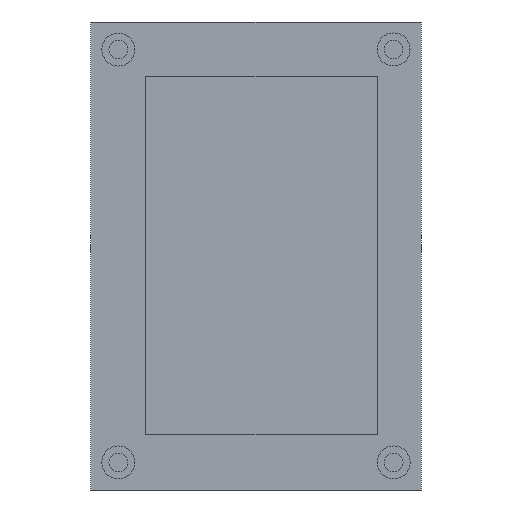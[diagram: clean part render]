
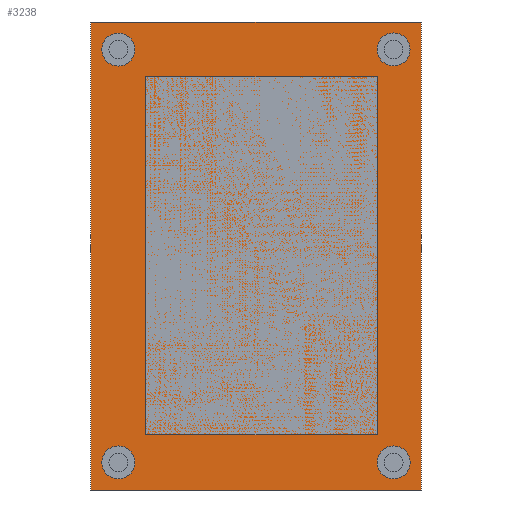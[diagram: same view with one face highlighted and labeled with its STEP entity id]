
A CAD part, front view. The second image highlights one B-rep face of the part: STEP entity #3238.
In plain terms, the highlighted planar face has unit normal (0, -1, 0).
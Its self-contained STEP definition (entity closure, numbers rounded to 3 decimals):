
#37=FACE_BOUND('',#1225,.T.);
#38=FACE_BOUND('',#1226,.T.);
#39=FACE_BOUND('',#1227,.T.);
#40=FACE_BOUND('',#1228,.T.);
#585=LINE('',#6455,#837);
#595=LINE('',#6492,#847);
#597=LINE('',#6496,#849);
#599=LINE('',#6499,#851);
#837=VECTOR('',#3727,10.);
#847=VECTOR('',#3773,10.);
#849=VECTOR('',#3777,10.);
#851=VECTOR('',#3781,10.);
#1031=FACE_OUTER_BOUND('',#1224,.T.);
#1224=EDGE_LOOP('',(#2969,#2970,#2971,#2972));
#1225=EDGE_LOOP('',(#2973));
#1226=EDGE_LOOP('',(#2974));
#1227=EDGE_LOOP('',(#2975));
#1228=EDGE_LOOP('',(#2976));
#1249=CIRCLE('',#3337,3.);
#1251=CIRCLE('',#3340,3.);
#1253=CIRCLE('',#3343,3.);
#1255=CIRCLE('',#3346,3.);
#1565=VERTEX_POINT('',#6452);
#1566=VERTEX_POINT('',#6454);
#1567=VERTEX_POINT('',#6464);
#1569=VERTEX_POINT('',#6470);
#1571=VERTEX_POINT('',#6476);
#1573=VERTEX_POINT('',#6482);
#1575=VERTEX_POINT('',#6491);
#1576=VERTEX_POINT('',#6495);
#2026=EDGE_CURVE('',#1566,#1565,#585,.T.);
#2031=EDGE_CURVE('',#1567,#1567,#1249,.T.);
#2034=EDGE_CURVE('',#1569,#1569,#1251,.T.);
#2037=EDGE_CURVE('',#1571,#1571,#1253,.T.);
#2040=EDGE_CURVE('',#1573,#1573,#1255,.T.);
#2044=EDGE_CURVE('',#1575,#1566,#595,.T.);
#2046=EDGE_CURVE('',#1565,#1576,#597,.T.);
#2048=EDGE_CURVE('',#1576,#1575,#599,.T.);
#2969=ORIENTED_EDGE('',*,*,#2048,.T.);
#2970=ORIENTED_EDGE('',*,*,#2044,.T.);
#2971=ORIENTED_EDGE('',*,*,#2026,.T.);
#2972=ORIENTED_EDGE('',*,*,#2046,.T.);
#2973=ORIENTED_EDGE('',*,*,#2037,.F.);
#2974=ORIENTED_EDGE('',*,*,#2031,.F.);
#2975=ORIENTED_EDGE('',*,*,#2040,.F.);
#2976=ORIENTED_EDGE('',*,*,#2034,.F.);
#3064=PLANE('',#3353);
#3238=ADVANCED_FACE('',(#1031,#37,#38,#39,#40),#3064,.F.);
#3337=AXIS2_PLACEMENT_3D('',#6465,#3740,#3741);
#3340=AXIS2_PLACEMENT_3D('',#6471,#3747,#3748);
#3343=AXIS2_PLACEMENT_3D('',#6477,#3754,#3755);
#3346=AXIS2_PLACEMENT_3D('',#6483,#3761,#3762);
#3353=AXIS2_PLACEMENT_3D('',#6500,#3782,#3783);
#3727=DIRECTION('',(1.,0.,0.));
#3740=DIRECTION('center_axis',(0.,-1.,0.));
#3741=DIRECTION('ref_axis',(1.,0.,0.));
#3747=DIRECTION('center_axis',(0.,-1.,0.));
#3748=DIRECTION('ref_axis',(1.,0.,0.));
#3754=DIRECTION('center_axis',(0.,-1.,0.));
#3755=DIRECTION('ref_axis',(1.,0.,0.));
#3761=DIRECTION('center_axis',(0.,-1.,0.));
#3762=DIRECTION('ref_axis',(1.,0.,0.));
#3773=DIRECTION('',(0.,0.,-1.));
#3777=DIRECTION('',(0.,0.,1.));
#3781=DIRECTION('',(-1.,0.,0.));
#3782=DIRECTION('center_axis',(0.,1.,0.));
#3783=DIRECTION('ref_axis',(1.,0.,0.));
#6452=CARTESIAN_POINT('',(125.,0.,40.));
#6454=CARTESIAN_POINT('',(65.,0.,40.));
#6455=CARTESIAN_POINT('',(65.,0.,40.));
#6464=CARTESIAN_POINT('',(67.,0.,45.));
#6465=CARTESIAN_POINT('Origin',(70.,0.,45.));
#6470=CARTESIAN_POINT('',(117.,0.,45.));
#6471=CARTESIAN_POINT('Origin',(120.,0.,45.));
#6476=CARTESIAN_POINT('',(116.988,0.,120.012));
#6477=CARTESIAN_POINT('Origin',(119.988,0.,120.012));
#6482=CARTESIAN_POINT('',(67.,0.,120.));
#6483=CARTESIAN_POINT('Origin',(70.,0.,120.));
#6491=CARTESIAN_POINT('',(65.,0.,125.));
#6492=CARTESIAN_POINT('',(65.,0.,125.));
#6495=CARTESIAN_POINT('',(125.,0.,125.));
#6496=CARTESIAN_POINT('',(125.,0.,40.));
#6499=CARTESIAN_POINT('',(125.,0.,125.));
#6500=CARTESIAN_POINT('Origin',(95.,0.,82.5));
